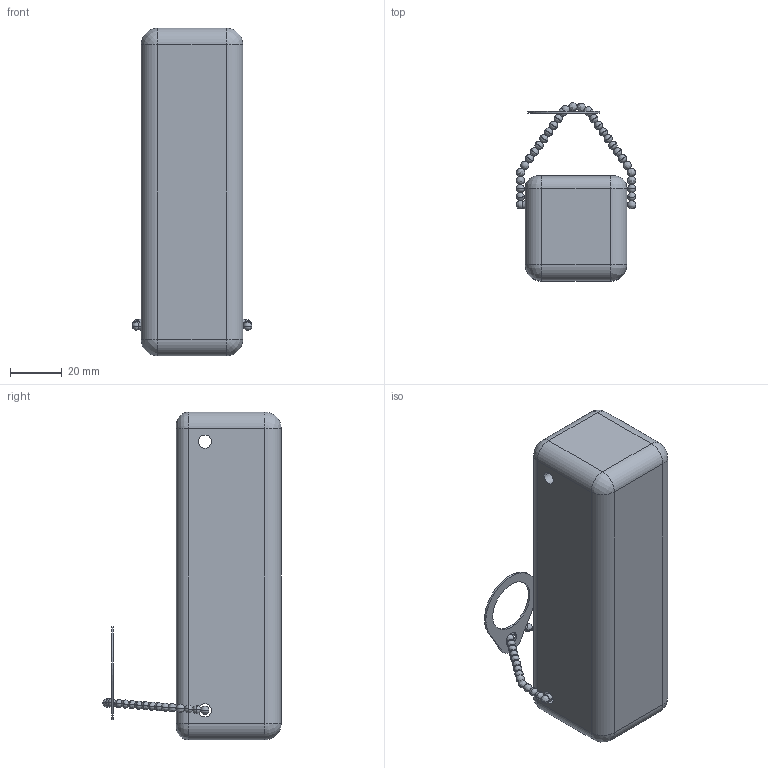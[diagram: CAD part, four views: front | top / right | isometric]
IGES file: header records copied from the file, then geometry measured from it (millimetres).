
Start section:  PTC IGES file: ilc56000703.igs
Global section: file name: ilc56000703.igs; native system: Creo Parametric by Parametric Technology Corporation; preprocessor: 2013320; author: npeters; organization: Unknown; date: 20200402.091335; units: inch
Bounding box: 46.35 x 69.19 x 127 mm (x, y, z)
Surface area: 30134.4 mm2 (no closed solid volume)
Topology: 0 solids, 0 shells, 208 faces, 1260 edges, 1365 vertices
Faces by surface type: revolution 184, bspline 24
